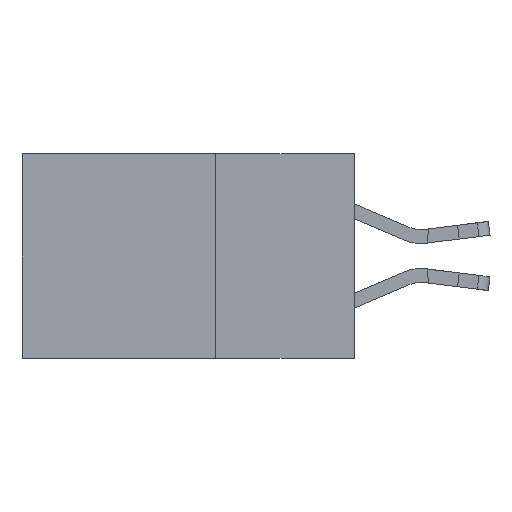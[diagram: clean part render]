
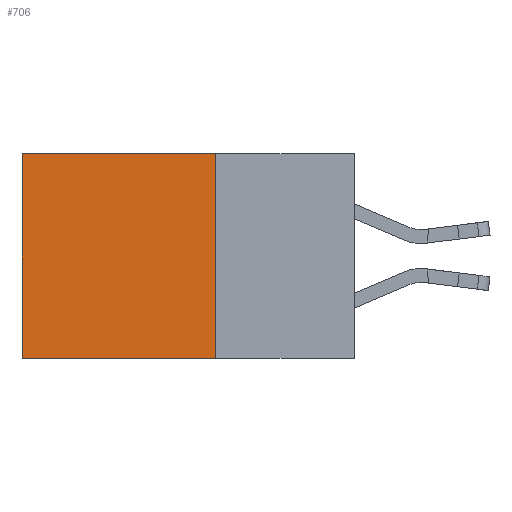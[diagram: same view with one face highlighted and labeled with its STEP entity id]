
A CAD part, left-side view. The second image highlights one B-rep face of the part: STEP entity #706.
In plain terms, the highlighted planar face has unit normal (-1, 0, 0).
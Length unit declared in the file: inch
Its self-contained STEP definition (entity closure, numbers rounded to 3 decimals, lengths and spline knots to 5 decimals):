
#336 = CARTESIAN_POINT ( 'NONE',  ( 0.2615, 0.6, -0.37 ) ) ;
#376 = EDGE_CURVE ( 'NONE', #11480, #11427, #8513, .T. ) ;
#706 = ADVANCED_FACE ( 'NONE', ( #3532 ), #7419, .F. ) ;
#809 = CARTESIAN_POINT ( 'NONE',  ( 0.2615, 0.25, -0.37 ) ) ;
#1078 = ORIENTED_EDGE ( 'NONE', *, *, #12431, .F. ) ;
#1137 = VERTEX_POINT ( 'NONE', #10406 ) ;
#1229 = CARTESIAN_POINT ( 'NONE',  ( 0.2615, 0.6, -0.37 ) ) ;
#1410 = CARTESIAN_POINT ( 'NONE',  ( 0.2615, 0.25, -0.37 ) ) ;
#1507 = LINE ( 'NONE', #12030, #9624 ) ;
#2059 = AXIS2_PLACEMENT_3D ( 'NONE', #1410, #8122, #5311 ) ;
#3428 = EDGE_CURVE ( 'NONE', #7777, #1137, #1507, .T. ) ;
#3488 = CARTESIAN_POINT ( 'NONE',  ( 0.2615, 0.25, -0.37 ) ) ;
#3532 = FACE_OUTER_BOUND ( 'NONE', #4708, .T. ) ;
#3857 = DIRECTION ( 'NONE',  ( 0., 1., 0. ) ) ;
#4708 = EDGE_LOOP ( 'NONE', ( #7062, #6552, #1078, #11803 ) ) ;
#5311 = DIRECTION ( 'NONE',  ( 0., 0., -1. ) ) ;
#5397 = DIRECTION ( 'NONE',  ( 0., 1., 0. ) ) ;
#5909 = VECTOR ( 'NONE', #3857, 39.37008 ) ;
#6552 = ORIENTED_EDGE ( 'NONE', *, *, #376, .F. ) ;
#7062 = ORIENTED_EDGE ( 'NONE', *, *, #8710, .T. ) ;
#7419 = PLANE ( 'NONE',  #2059 ) ;
#7650 = DIRECTION ( 'NONE',  ( 0., 0., -1. ) ) ;
#7777 = VERTEX_POINT ( 'NONE', #11216 ) ;
#8122 = DIRECTION ( 'NONE',  ( 1., 0., 0. ) ) ;
#8130 = DIRECTION ( 'NONE',  ( 0., 0., -1. ) ) ;
#8513 = LINE ( 'NONE', #8579, #5909 ) ;
#8579 = CARTESIAN_POINT ( 'NONE',  ( 0.2615, 0.25, -0.37 ) ) ;
#8710 = EDGE_CURVE ( 'NONE', #1137, #11427, #9099, .T. ) ;
#8957 = VECTOR ( 'NONE', #7650, 39.37008 ) ;
#9099 = LINE ( 'NONE', #336, #11538 ) ;
#9574 = LINE ( 'NONE', #809, #8957 ) ;
#9624 = VECTOR ( 'NONE', #5397, 39.37008 ) ;
#10406 = CARTESIAN_POINT ( 'NONE',  ( 0.2615, 0.6, 0. ) ) ;
#11216 = CARTESIAN_POINT ( 'NONE',  ( 0.2615, 0.25, 0. ) ) ;
#11427 = VERTEX_POINT ( 'NONE', #1229 ) ;
#11480 = VERTEX_POINT ( 'NONE', #3488 ) ;
#11538 = VECTOR ( 'NONE', #8130, 39.37008 ) ;
#11803 = ORIENTED_EDGE ( 'NONE', *, *, #3428, .T. ) ;
#12030 = CARTESIAN_POINT ( 'NONE',  ( 0.2615, 0.25, 0. ) ) ;
#12431 = EDGE_CURVE ( 'NONE', #7777, #11480, #9574, .T. ) ;
